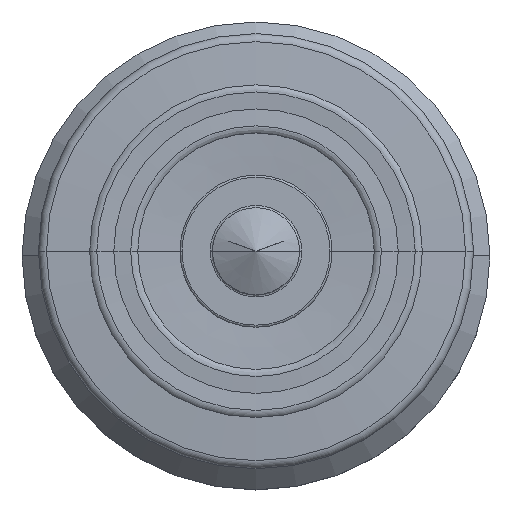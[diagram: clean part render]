
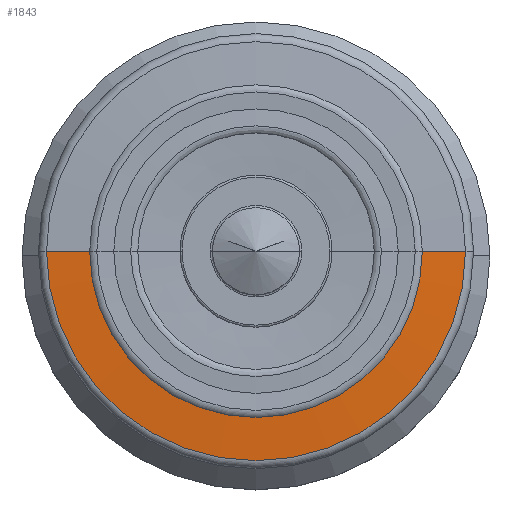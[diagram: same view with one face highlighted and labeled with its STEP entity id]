
A CAD part, top view. The second image highlights one B-rep face of the part: STEP entity #1843.
In plain terms, the highlighted conical face has half-angle 86 degrees and reference radius 15.284 mm.
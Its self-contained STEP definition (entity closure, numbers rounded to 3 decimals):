
#16 = DIRECTION ( 'NONE',  ( 1., 0., 0. ) ) ;
#23 = EDGE_CURVE ( 'NONE', #783, #236, #920, .T. ) ;
#24 = DIRECTION ( 'NONE',  ( 0., 0., -1. ) ) ;
#160 = DIRECTION ( 'NONE',  ( 0., 0., 1. ) ) ;
#185 = DIRECTION ( 'NONE',  ( 1., 0., 0. ) ) ;
#189 = CARTESIAN_POINT ( 'NONE',  ( 0., 0., 258.134 ) ) ;
#236 = VERTEX_POINT ( 'NONE', #1806 ) ;
#344 = LINE ( 'NONE', #754, #1044 ) ;
#367 = CARTESIAN_POINT ( 'NONE',  ( 15.284, 0., 258.134 ) ) ;
#467 = AXIS2_PLACEMENT_3D ( 'NONE', #1257, #24, #502 ) ;
#473 = EDGE_CURVE ( 'NONE', #1485, #236, #344, .T. ) ;
#502 = DIRECTION ( 'NONE',  ( -1., 0., 0. ) ) ;
#586 = ORIENTED_EDGE ( 'NONE', *, *, #1202, .T. ) ;
#601 = AXIS2_PLACEMENT_3D ( 'NONE', #189, #160, #185 ) ;
#754 = CARTESIAN_POINT ( 'NONE',  ( 15.284, 0., 258.134 ) ) ;
#783 = VERTEX_POINT ( 'NONE', #937 ) ;
#920 = CIRCLE ( 'NONE', #1441, 19.256 ) ;
#937 = CARTESIAN_POINT ( 'NONE',  ( -19.256, 0., 257.857 ) ) ;
#961 = VECTOR ( 'NONE', #1611, 1000. ) ;
#965 = EDGE_LOOP ( 'NONE', ( #1320, #1758, #586, #1745 ) ) ;
#1004 = CARTESIAN_POINT ( 'NONE',  ( -15.284, 0., 258.134 ) ) ;
#1010 = CARTESIAN_POINT ( 'NONE',  ( -15.284, 0., 258.134 ) ) ;
#1022 = FACE_OUTER_BOUND ( 'NONE', #965, .T. ) ;
#1044 = VECTOR ( 'NONE', #1694, 1000. ) ;
#1103 = CARTESIAN_POINT ( 'NONE',  ( 0., 0., 257.857 ) ) ;
#1146 = EDGE_CURVE ( 'NONE', #1298, #1485, #1750, .T. ) ;
#1202 = EDGE_CURVE ( 'NONE', #1298, #783, #1704, .T. ) ;
#1257 = CARTESIAN_POINT ( 'NONE',  ( 0., 0., 258.134 ) ) ;
#1298 = VERTEX_POINT ( 'NONE', #1010 ) ;
#1320 = ORIENTED_EDGE ( 'NONE', *, *, #473, .F. ) ;
#1425 = DIRECTION ( 'NONE',  ( 0., 0., 1. ) ) ;
#1441 = AXIS2_PLACEMENT_3D ( 'NONE', #1103, #1425, #16 ) ;
#1485 = VERTEX_POINT ( 'NONE', #367 ) ;
#1611 = DIRECTION ( 'NONE',  ( -0.998, 0., -0.07 ) ) ;
#1694 = DIRECTION ( 'NONE',  ( 0.998, 0., -0.07 ) ) ;
#1704 = LINE ( 'NONE', #1004, #961 ) ;
#1745 = ORIENTED_EDGE ( 'NONE', *, *, #23, .T. ) ;
#1750 = CIRCLE ( 'NONE', #601, 15.284 ) ;
#1758 = ORIENTED_EDGE ( 'NONE', *, *, #1146, .F. ) ;
#1806 = CARTESIAN_POINT ( 'NONE',  ( 19.256, 0., 257.857 ) ) ;
#1843 = ADVANCED_FACE ( 'NONE', ( #1022 ), #2002, .T. ) ;
#2002 = CONICAL_SURFACE ( 'NONE', #467, 15.284, 1.501 ) ;
